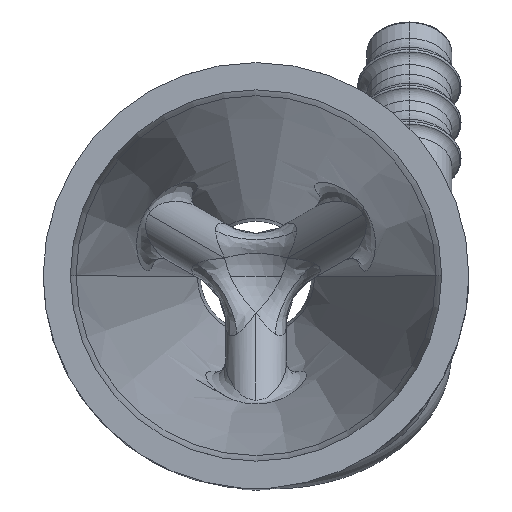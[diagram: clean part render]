
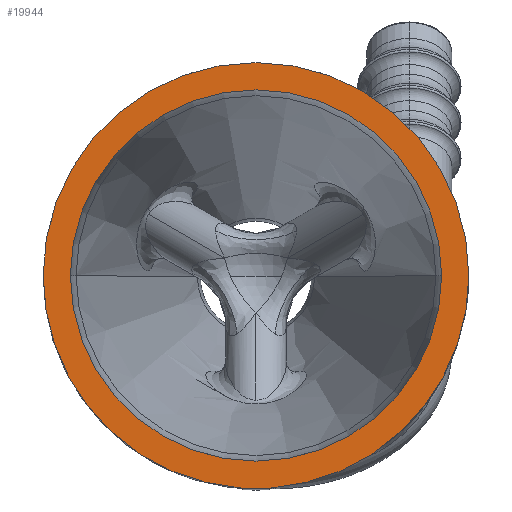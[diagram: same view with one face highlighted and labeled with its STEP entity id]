
A CAD part, top view. The second image highlights one B-rep face of the part: STEP entity #19944.
In plain terms, the highlighted planar face has unit normal (0, 0, 1).
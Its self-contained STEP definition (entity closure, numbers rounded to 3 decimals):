
#396 = CARTESIAN_POINT ( 'NONE',  ( 0., 0., 0. ) ) ;
#1385 = VERTEX_POINT ( 'NONE', #4912 ) ;
#1877 = DIRECTION ( 'NONE',  ( 0., 0., 1. ) ) ;
#2423 = LINE ( 'NONE', #23821, #10999 ) ;
#2762 = VERTEX_POINT ( 'NONE', #13684 ) ;
#2809 = CARTESIAN_POINT ( 'NONE',  ( 10.9, 0., 0. ) ) ;
#2837 = CARTESIAN_POINT ( 'NONE',  ( -10.9, 0., 0. ) ) ;
#3047 = ORIENTED_EDGE ( 'NONE', *, *, #29712, .T. ) ;
#4240 = VERTEX_POINT ( 'NONE', #6348 ) ;
#4912 = CARTESIAN_POINT ( 'NONE',  ( -0.8, -12.5, 0. ) ) ;
#5448 = FACE_OUTER_BOUND ( 'NONE', #8827, .T. ) ;
#5542 = DIRECTION ( 'NONE',  ( 0., 0., 1. ) ) ;
#6005 = CARTESIAN_POINT ( 'NONE',  ( 12.5, 0., 0. ) ) ;
#6348 = CARTESIAN_POINT ( 'NONE',  ( -12.5, 0., 0. ) ) ;
#6736 = ORIENTED_EDGE ( 'NONE', *, *, #27324, .F. ) ;
#6985 = CARTESIAN_POINT ( 'NONE',  ( 0.8, -12.5, 0. ) ) ;
#7319 = EDGE_LOOP ( 'NONE', ( #24227, #28546 ) ) ;
#7901 = VERTEX_POINT ( 'NONE', #6005 ) ;
#8018 = DIRECTION ( 'NONE',  ( 0., 0., 1. ) ) ;
#8191 = AXIS2_PLACEMENT_3D ( 'NONE', #19679, #14060, #22329 ) ;
#8827 = EDGE_LOOP ( 'NONE', ( #24123, #22614, #3047, #9919, #6736, #15592 ) ) ;
#9919 = ORIENTED_EDGE ( 'NONE', *, *, #32203, .T. ) ;
#10485 = AXIS2_PLACEMENT_3D ( 'NONE', #22822, #1877, #33098 ) ;
#10630 = DIRECTION ( 'NONE',  ( -1., 0., 0. ) ) ;
#10999 = VECTOR ( 'NONE', #10630, 1000. ) ;
#11782 = EDGE_CURVE ( 'NONE', #22666, #2762, #28314, .T. ) ;
#12149 = PLANE ( 'NONE',  #10485 ) ;
#12641 = CARTESIAN_POINT ( 'NONE',  ( 1.056, -13.258, 0. ) ) ;
#13186 = CARTESIAN_POINT ( 'NONE',  ( -1.056, -13.258, 0. ) ) ;
#13213 = CIRCLE ( 'NONE', #21406, 12.5 ) ;
#13388 = CIRCLE ( 'NONE', #15007, 12.5 ) ;
#13410 = DIRECTION ( 'NONE',  ( 0., 0., -1. ) ) ;
#13684 = CARTESIAN_POINT ( 'NONE',  ( 0.992, -12.461, 0. ) ) ;
#14060 = DIRECTION ( 'NONE',  ( 0., 0., 1. ) ) ;
#14859 = FACE_BOUND ( 'NONE', #7319, .T. ) ;
#15007 = AXIS2_PLACEMENT_3D ( 'NONE', #28674, #21447, #27421 ) ;
#15592 = ORIENTED_EDGE ( 'NONE', *, *, #11782, .T. ) ;
#15715 = AXIS2_PLACEMENT_3D ( 'NONE', #13186, #13410, #18337 ) ;
#17236 = CARTESIAN_POINT ( 'NONE',  ( -0.992, -12.461, 0. ) ) ;
#17669 = DIRECTION ( 'NONE',  ( 0., 0., 1. ) ) ;
#18011 = DIRECTION ( 'NONE',  ( 1., 0., 0. ) ) ;
#18337 = DIRECTION ( 'NONE',  ( 1., 0., 0. ) ) ;
#19575 = VERTEX_POINT ( 'NONE', #17236 ) ;
#19679 = CARTESIAN_POINT ( 'NONE',  ( 0., 0., 0. ) ) ;
#19944 = ADVANCED_FACE ( 'NONE', ( #14859, #5448 ), #12149, .T. ) ;
#20143 = CIRCLE ( 'NONE', #31699, 10.9 ) ;
#20328 = DIRECTION ( 'NONE',  ( 1., 0., 0. ) ) ;
#20719 = AXIS2_PLACEMENT_3D ( 'NONE', #28115, #17669, #20328 ) ;
#20965 = CIRCLE ( 'NONE', #15715, 0.8 ) ;
#21276 = CIRCLE ( 'NONE', #20719, 10.9 ) ;
#21406 = AXIS2_PLACEMENT_3D ( 'NONE', #396, #5542, #18011 ) ;
#21447 = DIRECTION ( 'NONE',  ( 0., 0., 1. ) ) ;
#22314 = VERTEX_POINT ( 'NONE', #2809 ) ;
#22329 = DIRECTION ( 'NONE',  ( 1., 0., 0. ) ) ;
#22614 = ORIENTED_EDGE ( 'NONE', *, *, #30056, .T. ) ;
#22666 = VERTEX_POINT ( 'NONE', #6985 ) ;
#22822 = CARTESIAN_POINT ( 'NONE',  ( 0., 0., 0. ) ) ;
#23526 = CARTESIAN_POINT ( 'NONE',  ( 0., 0., 0. ) ) ;
#23821 = CARTESIAN_POINT ( 'NONE',  ( 0.8, -12.5, 0. ) ) ;
#24123 = ORIENTED_EDGE ( 'NONE', *, *, #27597, .T. ) ;
#24227 = ORIENTED_EDGE ( 'NONE', *, *, #32299, .F. ) ;
#25830 = DIRECTION ( 'NONE',  ( 1., 0., 0. ) ) ;
#26230 = VERTEX_POINT ( 'NONE', #2837 ) ;
#26384 = DIRECTION ( 'NONE',  ( 1., 0., 0. ) ) ;
#27324 = EDGE_CURVE ( 'NONE', #22666, #1385, #2423, .T. ) ;
#27421 = DIRECTION ( 'NONE',  ( 1., 0., 0. ) ) ;
#27475 = AXIS2_PLACEMENT_3D ( 'NONE', #12641, #30844, #25830 ) ;
#27597 = EDGE_CURVE ( 'NONE', #2762, #7901, #30675, .T. ) ;
#28025 = EDGE_CURVE ( 'NONE', #26230, #22314, #21276, .T. ) ;
#28115 = CARTESIAN_POINT ( 'NONE',  ( 0., 0., 0. ) ) ;
#28314 = CIRCLE ( 'NONE', #27475, 0.8 ) ;
#28546 = ORIENTED_EDGE ( 'NONE', *, *, #28025, .F. ) ;
#28674 = CARTESIAN_POINT ( 'NONE',  ( 0., 0., 0. ) ) ;
#29712 = EDGE_CURVE ( 'NONE', #4240, #19575, #13388, .T. ) ;
#30056 = EDGE_CURVE ( 'NONE', #7901, #4240, #13213, .T. ) ;
#30675 = CIRCLE ( 'NONE', #8191, 12.5 ) ;
#30844 = DIRECTION ( 'NONE',  ( 0., 0., -1. ) ) ;
#31699 = AXIS2_PLACEMENT_3D ( 'NONE', #23526, #8018, #26384 ) ;
#32203 = EDGE_CURVE ( 'NONE', #19575, #1385, #20965, .T. ) ;
#32299 = EDGE_CURVE ( 'NONE', #22314, #26230, #20143, .T. ) ;
#33098 = DIRECTION ( 'NONE',  ( 1., 0., 0. ) ) ;
